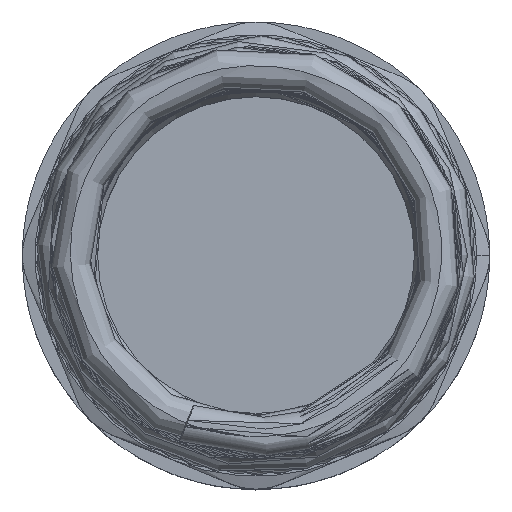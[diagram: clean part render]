
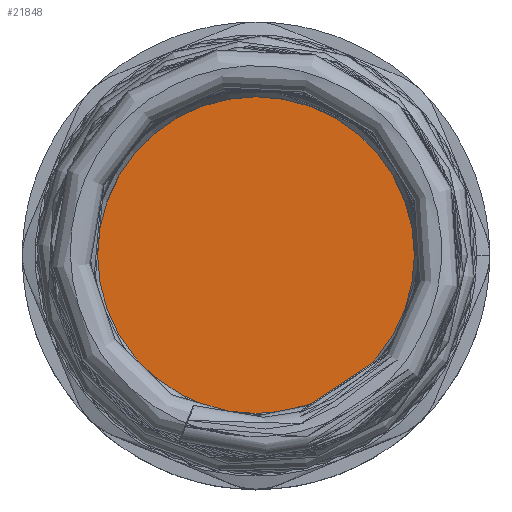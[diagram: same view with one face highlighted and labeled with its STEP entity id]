
A CAD part, top view. The second image highlights one B-rep face of the part: STEP entity #21848.
In plain terms, the highlighted face is planar.
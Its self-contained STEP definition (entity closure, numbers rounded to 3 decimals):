
#173=CIRCLE('',#2134,6.1);
#174=CIRCLE('',#2136,6.1);
#2008=DIRECTION('',(0.,-1.,0.));
#2009=DIRECTION('',(0.,0.,6.1));
#2012=DIRECTION('',(0.,1.,0.));
#2013=DIRECTION('',(1.,0.,0.));
#2014=DIRECTION('',(0.,-1.,0.));
#2015=DIRECTION('',(0.,0.,6.1));
#2134=AXIS2_PLACEMENT_3D('',#21771,#2008,#2009);
#2135=AXIS2_PLACEMENT_3D('',#21774,#2012,#2013);
#2136=AXIS2_PLACEMENT_3D('',#21775,#2014,#2015);
#2160=PLANE('',#2135);
#2456=ORIENTED_EDGE('',*,*,#2770,.F.);
#2457=ORIENTED_EDGE('',*,*,#2773,.F.);
#2619=VERTEX_POINT('',#21769);
#2620=VERTEX_POINT('',#21770);
#2770=EDGE_CURVE('',#2619,#2620,#173,.T.);
#2773=EDGE_CURVE('',#2620,#2619,#174,.T.);
#2840=EDGE_LOOP('',(#2456,#2457));
#2910=FACE_BOUND('',#2840,.T.);
#21769=CARTESIAN_POINT('',(6.1,25.012,0.));
#21770=CARTESIAN_POINT('',(-6.1,25.012,0.));
#21771=CARTESIAN_POINT('',(0.,25.012,0.));
#21774=CARTESIAN_POINT('',(-6.902,25.012,0.));
#21775=CARTESIAN_POINT('',(0.,25.012,0.));
#21848=ADVANCED_FACE('',(#2910),#2160,.T.);
